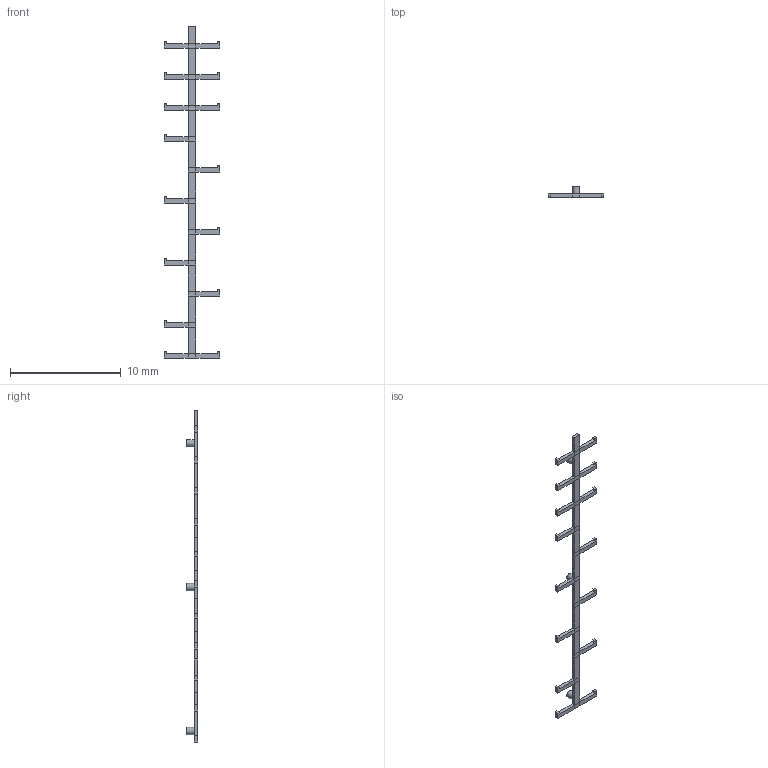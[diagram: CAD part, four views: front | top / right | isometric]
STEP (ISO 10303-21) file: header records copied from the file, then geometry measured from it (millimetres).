
FILE_DESCRIPTION(('FreeCAD Model'),'2;1');
FILE_NAME('Open CASCADE Shape Model','2024-03-24T14:59:40',('FreeCAD'),( 'FreeCAD'),'Open CASCADE STEP processor 7.6','FreeCAD','Unknown');
FILE_SCHEMA(('AUTOMOTIVE_DESIGN { 1 0 10303 214 1 1 1 1 }'));
Length unit declared in the file: millimetre
Products named in the file (1): Open CASCADE STEP translator 7.6 1
Bounding box: 5 x 1 x 30 mm (x, y, z)
Volume: 11 mm3; surface area: 112.9 mm2
Topology: 1 solids, 1 shells, 200 faces, 443 edges, 247 vertices
Faces by surface type: plane 197, cylinder 3
Full cylindrical faces by diameter (mm): 0.65 x3
Entity records: 11004 total; most frequent: CARTESIAN_POINT 1819, DIRECTION 1731, LINE 1315, VECTOR 1315, ORIENTED_EDGE 886, PCURVE 886, DEFINITIONAL_REPRESENTATION 886, EDGE_CURVE 443
